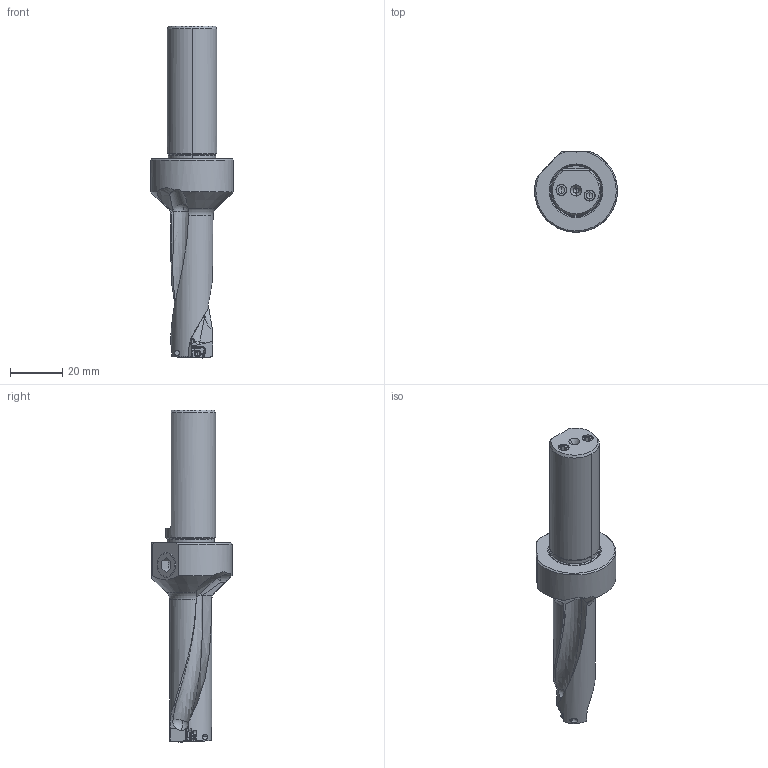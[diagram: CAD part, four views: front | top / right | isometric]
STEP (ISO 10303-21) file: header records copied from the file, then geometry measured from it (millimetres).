
FILE_DESCRIPTION((''),'2;1');
FILE_NAME('MVX0656X3C075_ASM','2023-07-18T13:37:53',('tlyad09'),('PTC Japan'),'CREO PARAMETRIC BY PTC INC, 2021424','CREO PARAMETRIC BY PTC INC, 2021424','');
FILE_SCHEMA(('AUTOMOTIVE_DESIGN { 1 0 10303 214 1 1 1 1 }'));
Length unit declared in the file: millimetre
Products named in the file (7): MVX0656X3C075; HSS05006_1; HSS05006_2; HGDL-PT1_8; TPS20-1_1; TPS20-1_2; MVX0656X3C075_ASM
Assembly tree (6 placements, depth 2):
  MVX0656X3C075_ASM
    MVX0656X3C075
    HSS05006_1
    HSS05006_2
    HGDL-PT1_8
    TPS20-1_1
    TPS20-1_2
Bounding box: 31.75 x 30.75 x 127 mm (x, y, z)
Volume: 30346.6 mm3; surface area: 12575.3 mm2
Topology: 6 solids, 6 shells, 361 faces, 1004 edges, 635 vertices
Faces by surface type: cylinder 138, plane 112, cone 57, torus 22, sphere 20, bspline 10, extrusion 2
Entity records: 20270 total; most frequent: CARTESIAN_POINT 5431, ORIENTED_EDGE 1954, DIRECTION 1790, PRESENTATION_STYLE_ASSIGNMENT 1351, STYLED_ITEM 1351, CURVE_STYLE 984, EDGE_CURVE 977, AXIS2_PLACEMENT_3D 704
